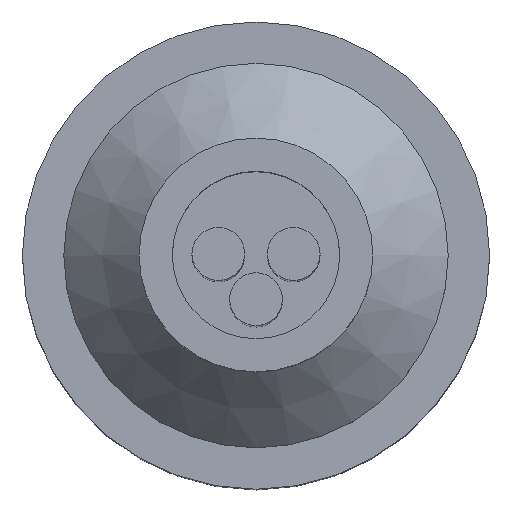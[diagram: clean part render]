
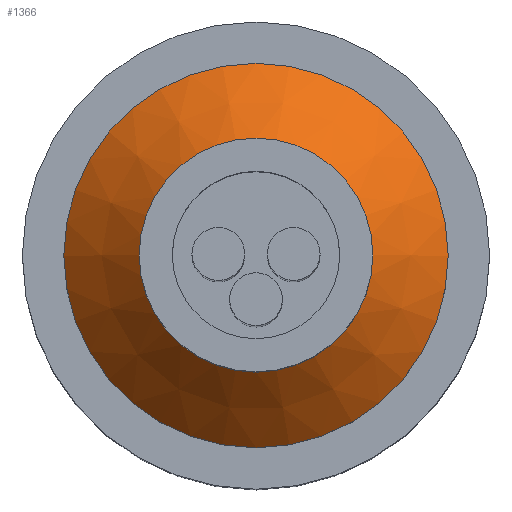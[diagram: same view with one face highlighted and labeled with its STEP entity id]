
A CAD part, top view. The second image highlights one B-rep face of the part: STEP entity #1366.
In plain terms, the highlighted conical face has half-angle 45 degrees and reference radius 10.25 mm.
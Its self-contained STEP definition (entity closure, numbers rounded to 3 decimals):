
#12=CONICAL_SURFACE($,#1427,10.25,45.);
#21=FACE_BOUND($,#256,.T.);
#49=CIRCLE($,#1428,7.75);
#50=CIRCLE($,#1429,12.75);
#170=FACE_OUTER_BOUND($,#255,.T.);
#255=EDGE_LOOP($,(#1164));
#256=EDGE_LOOP($,(#1165));
#673=VERTEX_POINT($,#2560);
#674=VERTEX_POINT($,#2562);
#860=EDGE_CURVE($,#673,#673,#49,.T.);
#861=EDGE_CURVE($,#674,#674,#50,.T.);
#1164=ORIENTED_EDGE($,*,*,#860,.T.);
#1165=ORIENTED_EDGE($,*,*,#861,.T.);
#1366=ADVANCED_FACE($,(#170,#21),#12,.T.);
#1427=AXIS2_PLACEMENT_3D($,#2559,#1647,#1648);
#1428=AXIS2_PLACEMENT_3D($,#2561,#1649,#1650);
#1429=AXIS2_PLACEMENT_3D($,#2563,#1651,#1652);
#1647=DIRECTION('center_axis',(0.,0.,-1.));
#1648=DIRECTION('ref_axis',(-1.,0.,0.));
#1649=DIRECTION('center_axis',(0.,0.,-1.));
#1650=DIRECTION('ref_axis',(-1.,0.,0.));
#1651=DIRECTION('center_axis',(0.,0.,1.));
#1652=DIRECTION('ref_axis',(-1.,0.,0.));
#2559=CARTESIAN_POINT('Origin',(0.,0.,33.5));
#2560=CARTESIAN_POINT('',(7.75,0.,36.));
#2561=CARTESIAN_POINT('Origin',(0.,0.,36.));
#2562=CARTESIAN_POINT('',(12.75,0.,31.));
#2563=CARTESIAN_POINT('Origin',(0.,0.,31.));
